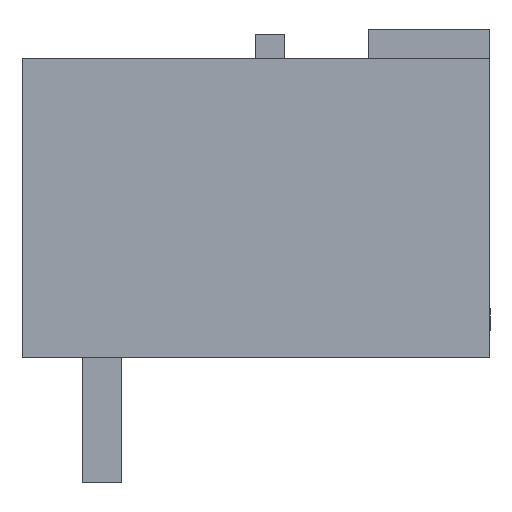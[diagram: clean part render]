
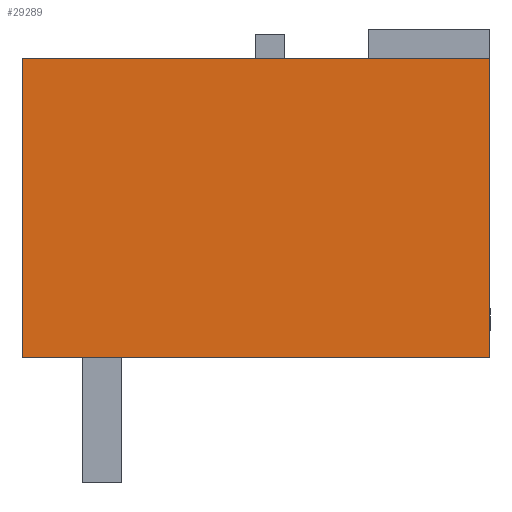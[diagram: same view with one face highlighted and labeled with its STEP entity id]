
A CAD part, left-side view. The second image highlights one B-rep face of the part: STEP entity #29289.
In plain terms, the highlighted planar face has unit normal (-1, 0, 0).
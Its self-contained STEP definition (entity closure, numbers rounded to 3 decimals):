
#29276=AXIS2_PLACEMENT_3D('Plane Axis2P3D',#29273,#29274,#29275) ;
#24181=CARTESIAN_POINT('Vertex',(0.,12.,3.2)) ;
#24184=CARTESIAN_POINT('Line Origine',(0.,12.,7.04)) ;
#24188=CARTESIAN_POINT('Vertex',(0.,12.,10.88)) ;
#25054=CARTESIAN_POINT('Vertex',(0.,0.,10.88)) ;
#25057=CARTESIAN_POINT('Line Origine',(0.,0.,7.04)) ;
#25061=CARTESIAN_POINT('Vertex',(0.,0.,3.2)) ;
#29028=CARTESIAN_POINT('Line Origine',(0.,6.,10.88)) ;
#29273=CARTESIAN_POINT('Axis2P3D Location',(0.,0.,10.88)) ;
#29278=CARTESIAN_POINT('Line Origine',(0.,6.,3.2)) ;
#24185=DIRECTION('Vector Direction',(0.,0.,-1.)) ;
#25058=DIRECTION('Vector Direction',(0.,0.,-1.)) ;
#29029=DIRECTION('Vector Direction',(0.,1.,0.)) ;
#29274=DIRECTION('Axis2P3D Direction',(1.,0.,0.)) ;
#29275=DIRECTION('Axis2P3D XDirection',(0.,0.,-1.)) ;
#29279=DIRECTION('Vector Direction',(0.,1.,0.)) ;
#24186=VECTOR('Line Direction',#24185,1.) ;
#25059=VECTOR('Line Direction',#25058,1.) ;
#29030=VECTOR('Line Direction',#29029,1.) ;
#29280=VECTOR('Line Direction',#29279,1.) ;
#29284=ORIENTED_EDGE('',*,*,#29282,.F.) ;
#29285=ORIENTED_EDGE('',*,*,#25063,.F.) ;
#29286=ORIENTED_EDGE('',*,*,#29032,.T.) ;
#29287=ORIENTED_EDGE('',*,*,#24190,.F.) ;
#29289=ADVANCED_FACE('Body',(#29288),#29277,.F.) ;
#24190=EDGE_CURVE('',#24182,#24189,#24187,.F.) ;
#25063=EDGE_CURVE('',#25055,#25062,#25060,.T.) ;
#29032=EDGE_CURVE('',#25055,#24189,#29031,.T.) ;
#29282=EDGE_CURVE('',#25062,#24182,#29281,.T.) ;
#29283=EDGE_LOOP('',(#29284,#29285,#29286,#29287)) ;
#29288=FACE_OUTER_BOUND('',#29283,.T.) ;
#24187=LINE('Line',#24184,#24186) ;
#25060=LINE('Line',#25057,#25059) ;
#29031=LINE('Line',#29028,#29030) ;
#29281=LINE('Line',#29278,#29280) ;
#29277=PLANE('',#29276) ;
#24182=VERTEX_POINT('',#24181) ;
#24189=VERTEX_POINT('',#24188) ;
#25055=VERTEX_POINT('',#25054) ;
#25062=VERTEX_POINT('',#25061) ;
